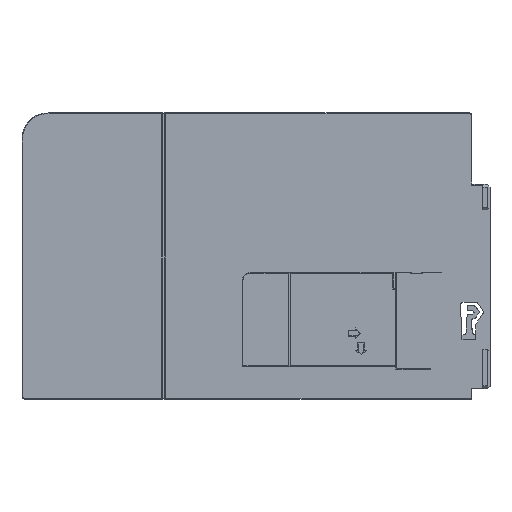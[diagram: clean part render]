
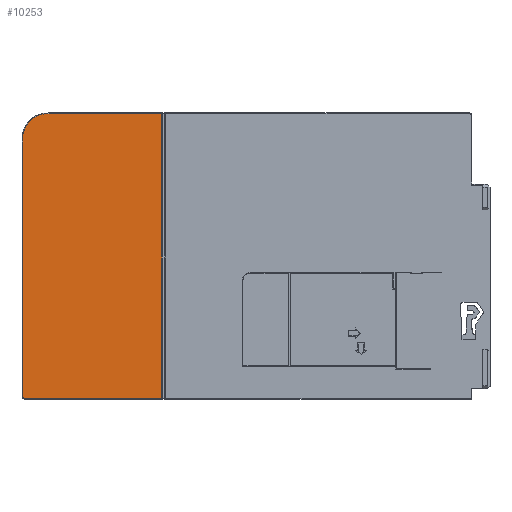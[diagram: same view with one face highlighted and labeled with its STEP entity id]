
A CAD part, top view. The second image highlights one B-rep face of the part: STEP entity #10253.
In plain terms, the highlighted planar face has unit normal (-0.004, 0, 1).
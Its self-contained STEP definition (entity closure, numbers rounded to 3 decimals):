
#3380=DIRECTION('',(0.,1.,0.));
#3381=VECTOR('',#3380,109.6);
#3382=CARTESIAN_POINT('',(-200.801,-61.8,
-5.533));
#3383=LINE('',#3382,#3381);
#3394=CARTESIAN_POINT('',(-254.3,38.,
-5.759));
#3395=CARTESIAN_POINT('',(-254.3,38.177,
-5.759));
#3396=CARTESIAN_POINT('',(-254.291,38.531,
-5.759));
#3397=CARTESIAN_POINT('',(-254.248,39.06,
-5.759));
#3398=CARTESIAN_POINT('',(-254.176,39.586,
-5.758));
#3399=CARTESIAN_POINT('',(-254.076,40.108,
-5.758));
#3400=CARTESIAN_POINT('',(-253.948,40.623,
-5.757));
#3401=CARTESIAN_POINT('',(-253.792,41.131,
-5.757));
#3402=CARTESIAN_POINT('',(-253.609,41.629,
-5.756));
#3403=CARTESIAN_POINT('',(-253.399,42.117,
-5.755));
#3404=CARTESIAN_POINT('',(-253.163,42.593,
-5.754));
#3405=CARTESIAN_POINT('',(-252.902,43.055,
-5.753));
#3406=CARTESIAN_POINT('',(-252.616,43.502,
-5.752));
#3407=CARTESIAN_POINT('',(-252.306,43.934,
-5.75));
#3408=CARTESIAN_POINT('',(-251.973,44.347,
-5.749));
#3409=CARTESIAN_POINT('',(-251.619,44.743,
-5.747));
#3410=CARTESIAN_POINT('',(-251.243,45.118,
-5.746));
#3411=CARTESIAN_POINT('',(-250.848,45.473,
-5.744));
#3412=CARTESIAN_POINT('',(-250.434,45.805,
-5.742));
#3413=CARTESIAN_POINT('',(-250.003,46.115,
-5.741));
#3414=CARTESIAN_POINT('',(-249.556,46.401,
-5.739));
#3415=CARTESIAN_POINT('',(-249.094,46.662,
-5.737));
#3416=CARTESIAN_POINT('',(-248.618,46.898,
-5.735));
#3417=CARTESIAN_POINT('',(-248.13,47.108,
-5.733));
#3418=CARTESIAN_POINT('',(-247.632,47.291,
-5.731));
#3419=CARTESIAN_POINT('',(-247.124,47.447,
-5.728));
#3420=CARTESIAN_POINT('',(-246.609,47.575,
-5.726));
#3421=CARTESIAN_POINT('',(-246.087,47.676,
-5.724));
#3422=CARTESIAN_POINT('',(-245.561,47.747,
-5.722));
#3423=CARTESIAN_POINT('',(-245.031,47.79,
-5.72));
#3424=CARTESIAN_POINT('',(-244.678,47.8,
-5.718));
#3425=CARTESIAN_POINT('',(-244.5,47.8,
-5.717));
#3430=DIRECTION('',(-1.,0.,-0.004));
#3431=VECTOR('',#3430,52.7);
#3432=CARTESIAN_POINT('',(-200.801,-61.8,
-5.533));
#3433=LINE('',#3432,#3431);
#3437=CARTESIAN_POINT('',(-253.5,-61.8,
-5.755));
#3438=CARTESIAN_POINT('',(-253.527,-61.8,
-5.755));
#3439=CARTESIAN_POINT('',(-253.579,-61.797,
-5.756));
#3440=CARTESIAN_POINT('',(-253.657,-61.786,
-5.756));
#3441=CARTESIAN_POINT('',(-253.733,-61.767,
-5.756));
#3442=CARTESIAN_POINT('',(-253.807,-61.74,
-5.757));
#3443=CARTESIAN_POINT('',(-253.878,-61.707,
-5.757));
#3444=CARTESIAN_POINT('',(-253.946,-61.666,
-5.757));
#3445=CARTESIAN_POINT('',(-254.009,-61.619,
-5.758));
#3446=CARTESIAN_POINT('',(-254.067,-61.566,
-5.758));
#3447=CARTESIAN_POINT('',(-254.12,-61.508,
-5.758));
#3448=CARTESIAN_POINT('',(-254.167,-61.445,
-5.758));
#3449=CARTESIAN_POINT('',(-254.207,-61.377,
-5.758));
#3450=CARTESIAN_POINT('',(-254.241,-61.306,
-5.758));
#3451=CARTESIAN_POINT('',(-254.267,-61.233,
-5.759));
#3452=CARTESIAN_POINT('',(-254.286,-61.156,
-5.759));
#3453=CARTESIAN_POINT('',(-254.298,-61.079,
-5.759));
#3454=CARTESIAN_POINT('',(-254.3,-61.026,
-5.759));
#3455=CARTESIAN_POINT('',(-254.3,-61.,
-5.759));
#3460=DIRECTION('',(0.,1.,0.));
#3461=VECTOR('',#3460,99.);
#3462=CARTESIAN_POINT('',(-254.3,-61.,
-5.759));
#3463=LINE('',#3462,#3461);
#3658=DIRECTION('',(-1.,0.,-0.004));
#3659=VECTOR('',#3658,43.7);
#3660=CARTESIAN_POINT('',(-200.801,47.8,
-5.533));
#3661=LINE('',#3660,#3659);
#7272=CARTESIAN_POINT('',(-200.801,-61.8,
-5.533));
#7273=VERTEX_POINT('',#7272);
#7274=CARTESIAN_POINT('',(-253.5,-61.8,
-5.755));
#7275=VERTEX_POINT('',#7274);
#7277=CARTESIAN_POINT('',(-254.3,-61.,-5.759));
#7278=VERTEX_POINT('',#7277);
#7379=CARTESIAN_POINT('',(-200.801,47.8,
-5.533));
#7380=VERTEX_POINT('',#7379);
#7381=VERTEX_POINT('',#3394);
#7382=VERTEX_POINT('',#3425);
#10237=CARTESIAN_POINT('',(-227.551,-7.,
-5.646));
#10238=DIRECTION('',(-0.004,0.,1.));
#10239=DIRECTION('',(-1.,0.,-0.004));
#10240=AXIS2_PLACEMENT_3D('',#10237,#10238,#10239);
#10241=PLANE('',#10240);
#10243=ORIENTED_EDGE('',*,*,#10242,.T.);
#10245=ORIENTED_EDGE('',*,*,#10244,.F.);
#10246=ORIENTED_EDGE('',*,*,#10228,.F.);
#10247=ORIENTED_EDGE('',*,*,#9551,.T.);
#10248=ORIENTED_EDGE('',*,*,#9590,.T.);
#10250=ORIENTED_EDGE('',*,*,#10249,.T.);
#10251=EDGE_LOOP('',(#10243,#10245,#10246,#10247,#10248,#10250));
#10252=FACE_OUTER_BOUND('',#10251,.F.);
#3426=B_SPLINE_CURVE_WITH_KNOTS('',3,(#3394,#3395,#3396,#3397,#3398,#3399,#3400,
#3401,#3402,#3403,#3404,#3405,#3406,#3407,#3408,#3409,#3410,#3411,#3412,#3413,
#3414,#3415,#3416,#3417,#3418,#3419,#3420,#3421,#3422,#3423,#3424,#3425),
.UNSPECIFIED.,.F.,.F.,(4,1,1,1,1,1,1,1,1,1,1,1,1,1,1,1,1,1,1,1,1,1,1,1,1,1,1,1,
1,4),(0.,0.034,0.069,0.103,
0.138,0.172,0.207,0.241,
0.276,0.31,0.345,0.379,
0.414,0.448,0.483,0.517,
0.552,0.586,0.621,0.655,
0.69,0.724,0.759,0.793,
0.828,0.862,0.897,0.931,
0.966,1.),.UNSPECIFIED.);
#3456=B_SPLINE_CURVE_WITH_KNOTS('',3,(#3437,#3438,#3439,#3440,#3441,#3442,#3443,
#3444,#3445,#3446,#3447,#3448,#3449,#3450,#3451,#3452,#3453,#3454,#3455),
.UNSPECIFIED.,.F.,.F.,(4,1,1,1,1,1,1,1,1,1,1,1,1,1,1,1,4),(0.,0.063,0.125,
0.188,0.25,0.313,0.375,0.438,0.5,0.563,0.625,0.688,
0.75,0.813,0.875,0.938,1.),.UNSPECIFIED.);
#9551=EDGE_CURVE('',#7273,#7275,#3433,.T.);
#9590=EDGE_CURVE('',#7275,#7278,#3456,.T.);
#10228=EDGE_CURVE('',#7273,#7380,#3383,.T.);
#10242=EDGE_CURVE('',#7381,#7382,#3426,.T.);
#10244=EDGE_CURVE('',#7380,#7382,#3661,.T.);
#10249=EDGE_CURVE('',#7278,#7381,#3463,.T.);
#10253=ADVANCED_FACE('',(#10252),#10241,.T.);
